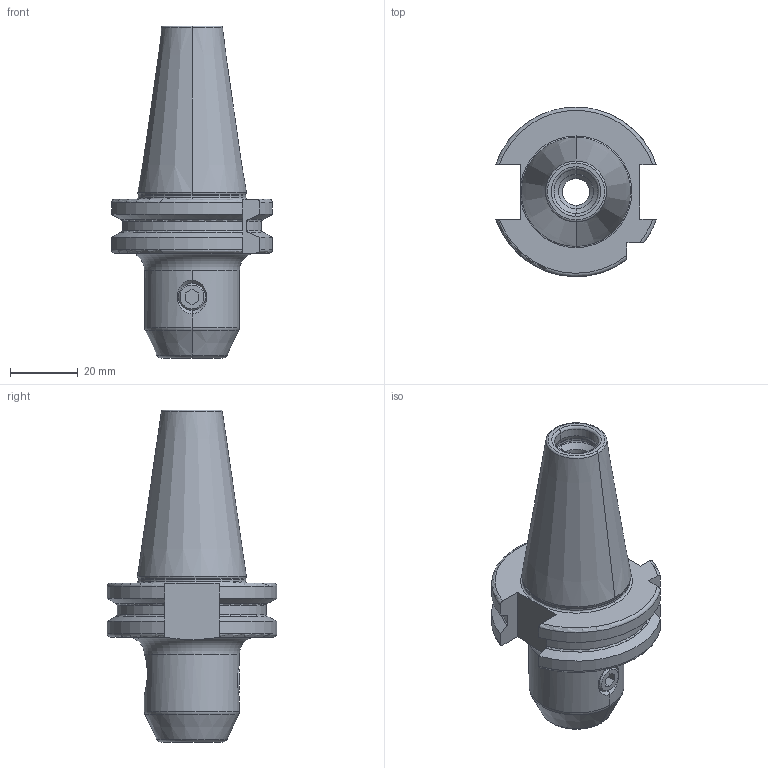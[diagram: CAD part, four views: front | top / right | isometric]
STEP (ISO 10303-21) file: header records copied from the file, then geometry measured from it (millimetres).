
FILE_DESCRIPTION((''),'2;1');
FILE_NAME('4302_104_00809801CC_302_04_08','2020-07-07T',('104091'),(''),'CREO PARAMETRIC BY PTC INC, 2015290','CREO PARAMETRIC BY PTC INC, 2015290','');
FILE_SCHEMA(('CONFIG_CONTROL_DESIGN'));
Length unit declared in the file: millimetre
Products named in the file (1): 4302_104_00809801CC_302_04_08
Bounding box: 47.34 x 49.9 x 97.8 mm (x, y, z)
Volume: 62219.1 mm3; surface area: 15213.5 mm2
Topology: 1 solids, 1 shells, 114 faces, 285 edges, 176 vertices
Faces by surface type: torus 34, cone 28, cylinder 27, plane 23, sphere 2
Entity records: 3729 total; most frequent: CARTESIAN_POINT 988, DIRECTION 592, ORIENTED_EDGE 554, EDGE_CURVE 277, AXIS2_PLACEMENT_3D 244, VERTEX_POINT 168, CIRCLE 127, EDGE_LOOP 119
